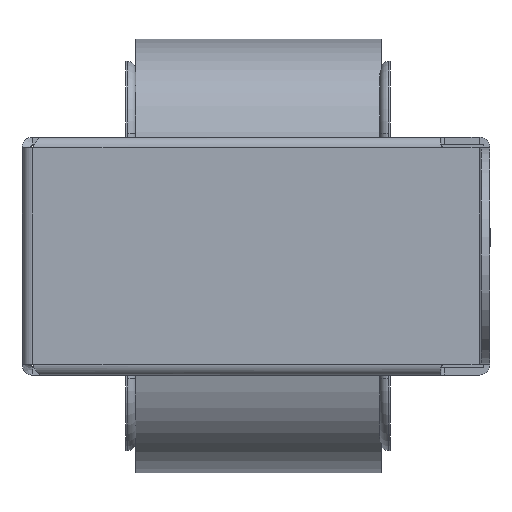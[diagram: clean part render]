
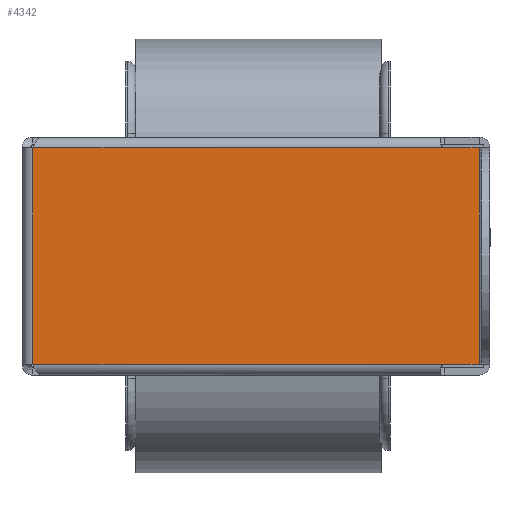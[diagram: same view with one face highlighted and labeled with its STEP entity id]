
A CAD part, left-side view. The second image highlights one B-rep face of the part: STEP entity #4342.
In plain terms, the highlighted planar face has unit normal (-1, 0, 0).
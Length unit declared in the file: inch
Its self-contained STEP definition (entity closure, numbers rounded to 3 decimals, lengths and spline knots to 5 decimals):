
#270=PLANE('',#4739);
#500=FACE_OUTER_BOUND('',#774,.T.);
#774=EDGE_LOOP('',(#3795,#3796,#3797,#3798,#3799,#3800));
#1005=LINE('',#6528,#1441);
#1008=LINE('',#6535,#1444);
#1139=LINE('',#6965,#1575);
#1140=LINE('',#6968,#1576);
#1167=LINE('',#7190,#1603);
#1192=LINE('',#7402,#1628);
#1441=VECTOR('',#5293,0.3937);
#1444=VECTOR('',#5300,0.3937);
#1575=VECTOR('',#5639,0.3937);
#1576=VECTOR('',#5642,0.3937);
#1603=VECTOR('',#5699,0.3937);
#1628=VECTOR('',#5772,0.3937);
#1994=VERTEX_POINT('',#6520);
#1995=VERTEX_POINT('',#6524);
#1997=VERTEX_POINT('',#6533);
#2022=VERTEX_POINT('',#6642);
#2105=VERTEX_POINT('',#6967);
#2126=VERTEX_POINT('',#7182);
#2443=EDGE_CURVE('',#1994,#1995,#1005,.T.);
#2446=EDGE_CURVE('',#1997,#1995,#1008,.T.);
#2621=EDGE_CURVE('',#2022,#1994,#1139,.T.);
#2622=EDGE_CURVE('',#2105,#2022,#1140,.T.);
#2662=EDGE_CURVE('',#2126,#1997,#1167,.T.);
#2704=EDGE_CURVE('',#2126,#2105,#1192,.T.);
#3795=ORIENTED_EDGE('',*,*,#2443,.T.);
#3796=ORIENTED_EDGE('',*,*,#2446,.F.);
#3797=ORIENTED_EDGE('',*,*,#2662,.F.);
#3798=ORIENTED_EDGE('',*,*,#2704,.T.);
#3799=ORIENTED_EDGE('',*,*,#2622,.T.);
#3800=ORIENTED_EDGE('',*,*,#2621,.T.);
#4342=ADVANCED_FACE('',(#500),#270,.T.);
#4739=AXIS2_PLACEMENT_3D('',#7412,#5788,#5789);
#5293=DIRECTION('',(0.,0.,1.));
#5300=DIRECTION('',(0.,-1.,0.));
#5639=DIRECTION('',(0.,-1.,0.));
#5642=DIRECTION('',(0.,-1.,0.));
#5699=DIRECTION('',(0.,-1.,0.));
#5772=DIRECTION('',(0.,0.,-1.));
#5788=DIRECTION('center_axis',(-1.,0.,0.));
#5789=DIRECTION('ref_axis',(0.,0.,1.));
#6520=CARTESIAN_POINT('',(-0.97521,-0.75269,-0.375));
#6524=CARTESIAN_POINT('',(-0.97521,-0.75269,0.375));
#6528=CARTESIAN_POINT('',(-0.97521,-0.75269,-0.1875));
#6533=CARTESIAN_POINT('',(-0.97521,-0.633,0.375));
#6535=CARTESIAN_POINT('',(-0.97521,-0.7605,0.375));
#6642=CARTESIAN_POINT('',(-0.97521,-0.633,-0.375));
#6965=CARTESIAN_POINT('',(-0.97521,-0.7605,-0.375));
#6967=CARTESIAN_POINT('',(-0.97521,0.79419,-0.375));
#6968=CARTESIAN_POINT('',(-0.97521,-0.7605,-0.375));
#7182=CARTESIAN_POINT('',(-0.97521,0.79419,0.375));
#7190=CARTESIAN_POINT('',(-0.97521,-0.7605,0.375));
#7402=CARTESIAN_POINT('',(-0.97521,0.79419,0.));
#7412=CARTESIAN_POINT('Origin',(-0.97521,0.03308,0.));
